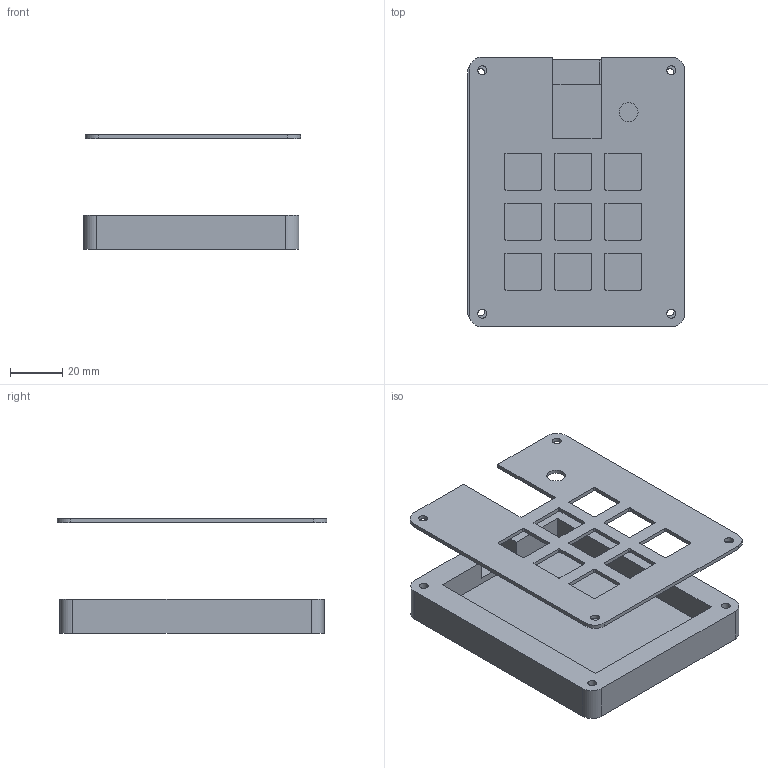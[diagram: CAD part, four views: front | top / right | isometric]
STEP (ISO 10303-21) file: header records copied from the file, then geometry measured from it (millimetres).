
FILE_DESCRIPTION(/* description */ (''),/* implementation_level */ '2;1');
FILE_NAME(/* name */ 'PadCAD.step',/* time_stamp */ '2025-12-04T21:42:31+05:30',/* author */ (''),/* organization */ (''),/* preprocessor_version */ 'ST-DEVELOPER v20.1',/* originating_system */ 'Autodesk Translation Framework v14.21.0.0',/* authorisation */ '');
FILE_SCHEMA (('AUTOMOTIVE_DESIGN { 1 0 10303 214 3 1 1 }'));
Length unit declared in the file: millimetre
Products named in the file (3): 2025-12-04-15-55-12-891; 2025-12-04-16-10-59-864; 2025-12-04-15-58-28-858
Assembly tree (2 placements, depth 2):
  2025-12-04-15-55-12-891
    2025-12-04-16-10-59-864
    2025-12-04-15-58-28-858
Bounding box: 82.69 x 102.76 x 43.75 mm (x, y, z)
Volume: 62830.8 mm3; surface area: 37959.2 mm2
Topology: 2 solids, 2 shells, 355 faces, 993 edges, 662 vertices
Faces by surface type: bspline 156, plane 142, cylinder 57
Full cylindrical faces by diameter (mm): 3.3 x4, 3.4 x4, 6 x4, 7.2 x1
Entity records: 13005 total; most frequent: CARTESIAN_POINT 4667, ORIENTED_EDGE 1986, DIRECTION 1203, EDGE_CURVE 993, VERTEX_POINT 662, LINE 567, VECTOR 567, EDGE_LOOP 411
